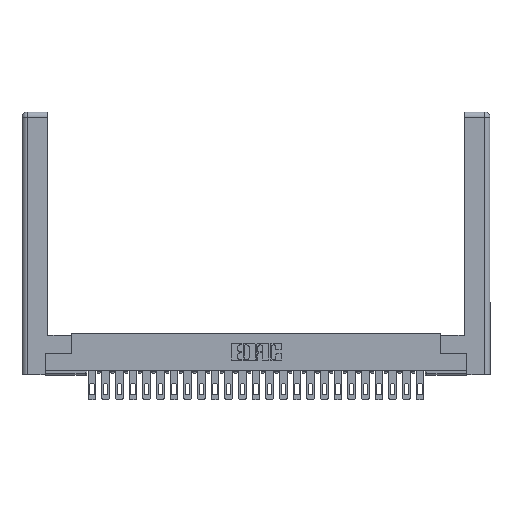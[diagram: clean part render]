
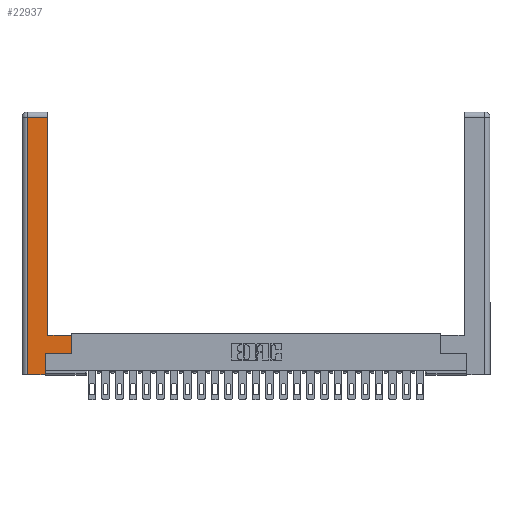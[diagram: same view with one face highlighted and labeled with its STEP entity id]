
A CAD part, top view. The second image highlights one B-rep face of the part: STEP entity #22937.
In plain terms, the highlighted planar face has unit normal (0, 0, 1).
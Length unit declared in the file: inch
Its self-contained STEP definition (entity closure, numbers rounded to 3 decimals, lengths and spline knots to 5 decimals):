
#59 = CARTESIAN_POINT ( 'NONE',  ( 0.0615, 0., 0. ) ) ;
#312 = CARTESIAN_POINT ( 'NONE',  ( 0.0615, 2.94, 0. ) ) ;
#1666 = ORIENTED_EDGE ( 'NONE', *, *, #5803, .T. ) ;
#2132 = DIRECTION ( 'NONE',  ( -1., 0., 0. ) ) ;
#2651 = LINE ( 'NONE', #26299, #19932 ) ;
#2743 = VECTOR ( 'NONE', #19773, 39.37008 ) ;
#2854 = ORIENTED_EDGE ( 'NONE', *, *, #22881, .T. ) ;
#2959 = LINE ( 'NONE', #312, #26413 ) ;
#3116 = CARTESIAN_POINT ( 'NONE',  ( 0.565, 0.45, 0. ) ) ;
#3569 = CARTESIAN_POINT ( 'NONE',  ( 0.295, 2.94, 0. ) ) ;
#3584 = VERTEX_POINT ( 'NONE', #4696 ) ;
#3913 = VERTEX_POINT ( 'NONE', #13542 ) ;
#4351 = VERTEX_POINT ( 'NONE', #3569 ) ;
#4696 = CARTESIAN_POINT ( 'NONE',  ( 0.295, 0.45, 0. ) ) ;
#5222 = CARTESIAN_POINT ( 'NONE',  ( 0.0615, 2.94, 0. ) ) ;
#5803 = EDGE_CURVE ( 'NONE', #17426, #15942, #25937, .T. ) ;
#5968 = LINE ( 'NONE', #12950, #26129 ) ;
#6627 = EDGE_CURVE ( 'NONE', #3584, #4351, #26561, .T. ) ;
#6668 = LINE ( 'NONE', #3116, #2743 ) ;
#6688 = CARTESIAN_POINT ( 'NONE',  ( 0.265, 0.245, 0. ) ) ;
#6865 = DIRECTION ( 'NONE',  ( 0., 1., 0. ) ) ;
#8779 = CARTESIAN_POINT ( 'NONE',  ( 0.295, 3., 0. ) ) ;
#9538 = CARTESIAN_POINT ( 'NONE',  ( 0.265, 0., 0. ) ) ;
#9735 = EDGE_LOOP ( 'NONE', ( #13824, #15523, #1666, #12036, #2854, #24862, #23030, #13983 ) ) ;
#10256 = DIRECTION ( 'NONE',  ( 1., 0., 0. ) ) ;
#10298 = VECTOR ( 'NONE', #10256, 39.37008 ) ;
#10527 = CARTESIAN_POINT ( 'NONE',  ( 0.565, 0.245, 0. ) ) ;
#12036 = ORIENTED_EDGE ( 'NONE', *, *, #15003, .T. ) ;
#12773 = PLANE ( 'NONE',  #13441 ) ;
#12950 = CARTESIAN_POINT ( 'NONE',  ( 0.295, 0.45, 0. ) ) ;
#13441 = AXIS2_PLACEMENT_3D ( 'NONE', #19140, #19303, #19049 ) ;
#13542 = CARTESIAN_POINT ( 'NONE',  ( 0.565, 0.45, 0. ) ) ;
#13727 = DIRECTION ( 'NONE',  ( 1., 0., 0. ) ) ;
#13824 = ORIENTED_EDGE ( 'NONE', *, *, #6627, .T. ) ;
#13983 = ORIENTED_EDGE ( 'NONE', *, *, #20314, .T. ) ;
#15003 = EDGE_CURVE ( 'NONE', #15942, #26779, #2651, .T. ) ;
#15012 = DIRECTION ( 'NONE',  ( 0., 1., 0. ) ) ;
#15118 = FACE_OUTER_BOUND ( 'NONE', #9735, .T. ) ;
#15181 = VERTEX_POINT ( 'NONE', #10527 ) ;
#15523 = ORIENTED_EDGE ( 'NONE', *, *, #25968, .T. ) ;
#15825 = LINE ( 'NONE', #26665, #10298 ) ;
#15942 = VERTEX_POINT ( 'NONE', #59 ) ;
#17426 = VERTEX_POINT ( 'NONE', #5222 ) ;
#18266 = EDGE_CURVE ( 'NONE', #22637, #15181, #15825, .T. ) ;
#19049 = DIRECTION ( 'NONE',  ( -1., 0., 0. ) ) ;
#19140 = CARTESIAN_POINT ( 'NONE',  ( 0., 0., 0. ) ) ;
#19303 = DIRECTION ( 'NONE',  ( 0., 0., -1. ) ) ;
#19773 = DIRECTION ( 'NONE',  ( 0., 1., 0. ) ) ;
#19932 = VECTOR ( 'NONE', #13727, 39.37008 ) ;
#20314 = EDGE_CURVE ( 'NONE', #3913, #3584, #5968, .T. ) ;
#21037 = VECTOR ( 'NONE', #15012, 39.37008 ) ;
#21661 = LINE ( 'NONE', #6688, #26541 ) ;
#22637 = VERTEX_POINT ( 'NONE', #22862 ) ;
#22656 = CARTESIAN_POINT ( 'NONE',  ( 0.0615, 0., 0. ) ) ;
#22862 = CARTESIAN_POINT ( 'NONE',  ( 0.265, 0.245, 0. ) ) ;
#22881 = EDGE_CURVE ( 'NONE', #26779, #22637, #21661, .T. ) ;
#22937 = ADVANCED_FACE ( 'NONE', ( #15118 ), #12773, .F. ) ;
#23030 = ORIENTED_EDGE ( 'NONE', *, *, #23126, .T. ) ;
#23126 = EDGE_CURVE ( 'NONE', #15181, #3913, #6668, .T. ) ;
#23438 = DIRECTION ( 'NONE',  ( -1., 0., 0. ) ) ;
#24394 = DIRECTION ( 'NONE',  ( 0., -1., 0. ) ) ;
#24862 = ORIENTED_EDGE ( 'NONE', *, *, #18266, .T. ) ;
#25937 = LINE ( 'NONE', #22656, #26591 ) ;
#25968 = EDGE_CURVE ( 'NONE', #4351, #17426, #2959, .T. ) ;
#26129 = VECTOR ( 'NONE', #23438, 39.37008 ) ;
#26299 = CARTESIAN_POINT ( 'NONE',  ( 0.265, 0., 0. ) ) ;
#26413 = VECTOR ( 'NONE', #2132, 39.37008 ) ;
#26541 = VECTOR ( 'NONE', #6865, 39.37008 ) ;
#26561 = LINE ( 'NONE', #8779, #21037 ) ;
#26591 = VECTOR ( 'NONE', #24394, 39.37008 ) ;
#26665 = CARTESIAN_POINT ( 'NONE',  ( 0.565, 0.245, 0. ) ) ;
#26779 = VERTEX_POINT ( 'NONE', #9538 ) ;
